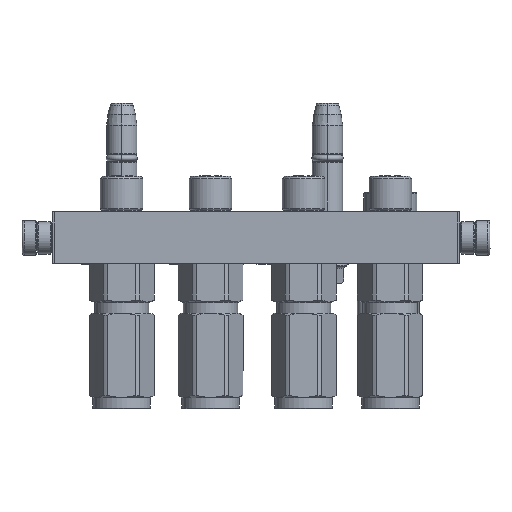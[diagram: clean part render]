
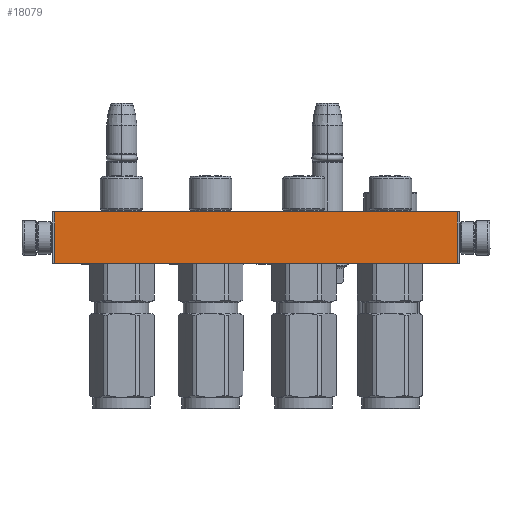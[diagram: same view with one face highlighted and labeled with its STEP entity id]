
A CAD part, left-side view. The second image highlights one B-rep face of the part: STEP entity #18079.
In plain terms, the highlighted face is planar.
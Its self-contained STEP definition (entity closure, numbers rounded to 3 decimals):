
#583 = CARTESIAN_POINT ( 'NONE',  ( 156., 0., -22. ) ) ;
#927 = AXIS2_PLACEMENT_3D ( 'NONE', #583, #35037, #39786 ) ;
#942 = CARTESIAN_POINT ( 'NONE',  ( 155., 0., -22. ) ) ;
#2486 = VERTEX_POINT ( 'NONE', #55788 ) ;
#7605 = ORIENTED_EDGE ( 'NONE', *, *, #22215, .T. ) ;
#13522 = PLANE ( 'NONE',  #927 ) ;
#15260 = VECTOR ( 'NONE', #54808, 1000. ) ;
#16108 = CARTESIAN_POINT ( 'NONE',  ( 155., 0., -22. ) ) ;
#18079 = ADVANCED_FACE ( 'NONE', ( #31872 ), #13522, .T. ) ;
#22215 = EDGE_CURVE ( 'NONE', #51687, #27279, #26840, .T. ) ;
#22649 = ORIENTED_EDGE ( 'NONE', *, *, #39215, .F. ) ;
#24393 = CARTESIAN_POINT ( 'NONE',  ( 155., 0., -22. ) ) ;
#26840 = LINE ( 'NONE', #24393, #15260 ) ;
#27279 = VERTEX_POINT ( 'NONE', #50397 ) ;
#29559 = VECTOR ( 'NONE', #37431, 1000. ) ;
#30823 = VERTEX_POINT ( 'NONE', #36844 ) ;
#31136 = EDGE_LOOP ( 'NONE', ( #36114, #22649, #7605, #54130 ) ) ;
#31872 = FACE_OUTER_BOUND ( 'NONE', #31136, .T. ) ;
#35037 = DIRECTION ( 'NONE',  ( 0., 0., -1. ) ) ;
#36114 = ORIENTED_EDGE ( 'NONE', *, *, #54253, .F. ) ;
#36353 = VECTOR ( 'NONE', #37443, 1000. ) ;
#36485 = VECTOR ( 'NONE', #41809, 1000. ) ;
#36844 = CARTESIAN_POINT ( 'NONE',  ( -31., 24., -22. ) ) ;
#37431 = DIRECTION ( 'NONE',  ( 0., 1., 0. ) ) ;
#37443 = DIRECTION ( 'NONE',  ( -1., 0., 0. ) ) ;
#37639 = CARTESIAN_POINT ( 'NONE',  ( 155., 24., -22. ) ) ;
#39215 = EDGE_CURVE ( 'NONE', #51687, #2486, #44716, .T. ) ;
#39786 = DIRECTION ( 'NONE',  ( -1., 0., 0. ) ) ;
#41809 = DIRECTION ( 'NONE',  ( 0., 1., 0. ) ) ;
#44716 = LINE ( 'NONE', #16108, #36485 ) ;
#46688 = EDGE_CURVE ( 'NONE', #27279, #30823, #54683, .T. ) ;
#50397 = CARTESIAN_POINT ( 'NONE',  ( -31., 0., -22. ) ) ;
#51687 = VERTEX_POINT ( 'NONE', #942 ) ;
#54130 = ORIENTED_EDGE ( 'NONE', *, *, #46688, .T. ) ;
#54253 = EDGE_CURVE ( 'NONE', #2486, #30823, #55409, .T. ) ;
#54683 = LINE ( 'NONE', #55485, #29559 ) ;
#54808 = DIRECTION ( 'NONE',  ( -1., 0., 0. ) ) ;
#55409 = LINE ( 'NONE', #37639, #36353 ) ;
#55485 = CARTESIAN_POINT ( 'NONE',  ( -31., 0., -22. ) ) ;
#55788 = CARTESIAN_POINT ( 'NONE',  ( 155., 24., -22. ) ) ;
